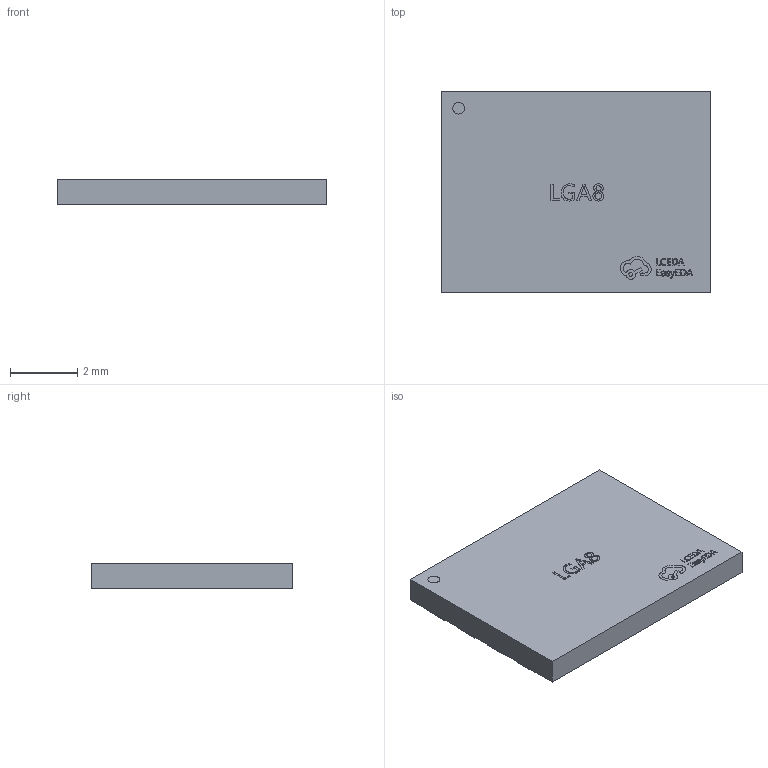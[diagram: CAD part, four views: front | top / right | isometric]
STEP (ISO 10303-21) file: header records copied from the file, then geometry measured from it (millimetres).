
FILE_DESCRIPTION (( 'STEP AP214' ), '1' );
FILE_NAME ('LGA-8_L6.0-W8.0-H0.8-P1.27.step', '2022-07-04T13:37:59', ( '' ), ( '' ), 'SwSTEP 2.0', 'SolidWorks 2020', '' );
FILE_SCHEMA (( 'AUTOMOTIVE_DESIGN' ));
Length unit declared in the file: millimetre
Products named in the file (1): LGA-8_L6.0-W8.0-H0.8-P1.27
Bounding box: 8 x 6 x 0.77 mm (x, y, z)
Volume: 36.1 mm3; surface area: 128.1 mm2
Topology: 10 solids, 10 shells, 402 faces, 1044 edges, 696 vertices
Faces by surface type: plane 262, bspline 138, cylinder 2
Entity records: 18666 total; most frequent: CARTESIAN_POINT 5841, ORIENTED_EDGE 2088, DIRECTION 1298, EDGE_CURVE 1044, LINE 760, VECTOR 760, VERTEX_POINT 696, EDGE_LOOP 436
